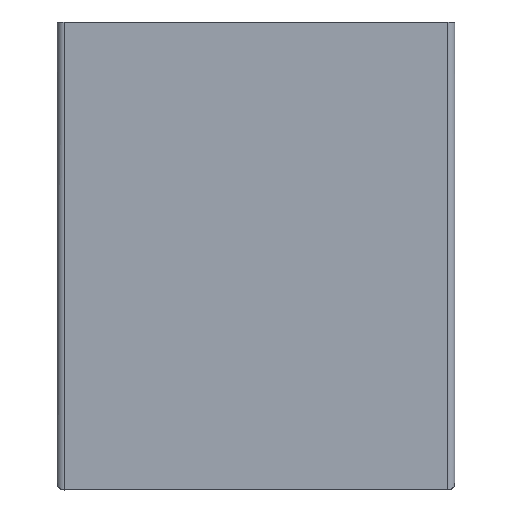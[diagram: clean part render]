
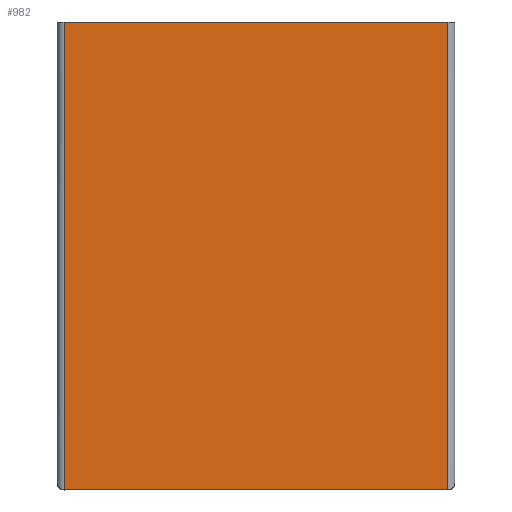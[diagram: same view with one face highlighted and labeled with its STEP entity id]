
A CAD part, front view. The second image highlights one B-rep face of the part: STEP entity #982.
In plain terms, the highlighted planar face has unit normal (0, -1, 0).
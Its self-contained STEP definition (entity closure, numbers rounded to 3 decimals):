
#1 = LINE ( 'NONE', #137, #722 ) ;
#114 = VECTOR ( 'NONE', #1795, 1000. ) ;
#134 = CARTESIAN_POINT ( 'NONE',  ( -82., -70., 200. ) ) ;
#137 = CARTESIAN_POINT ( 'NONE',  ( -82., -70., 200. ) ) ;
#284 = EDGE_CURVE ( 'NONE', #1703, #644, #1, .T. ) ;
#311 = CARTESIAN_POINT ( 'NONE',  ( -82., -70., 0. ) ) ;
#364 = VERTEX_POINT ( 'NONE', #1432 ) ;
#382 = EDGE_CURVE ( 'NONE', #364, #550, #1316, .T. ) ;
#407 = VECTOR ( 'NONE', #1142, 1000. ) ;
#428 = AXIS2_PLACEMENT_3D ( 'NONE', #134, #1015, #1007 ) ;
#479 = VECTOR ( 'NONE', #599, 1000. ) ;
#511 = CARTESIAN_POINT ( 'NONE',  ( -82., -70., 200. ) ) ;
#550 = VERTEX_POINT ( 'NONE', #1552 ) ;
#574 = ORIENTED_EDGE ( 'NONE', *, *, #612, .F. ) ;
#599 = DIRECTION ( 'NONE',  ( 1., 0., 0. ) ) ;
#603 = EDGE_LOOP ( 'NONE', ( #1047, #1499, #574, #1834 ) ) ;
#612 = EDGE_CURVE ( 'NONE', #1703, #364, #1092, .T. ) ;
#644 = VERTEX_POINT ( 'NONE', #657 ) ;
#657 = CARTESIAN_POINT ( 'NONE',  ( -82., -70., 0. ) ) ;
#659 = LINE ( 'NONE', #311, #479 ) ;
#700 = PLANE ( 'NONE',  #428 ) ;
#722 = VECTOR ( 'NONE', #1066, 1000. ) ;
#769 = EDGE_CURVE ( 'NONE', #644, #550, #659, .T. ) ;
#982 = ADVANCED_FACE ( 'NONE', ( #1695 ), #700, .F. ) ;
#1007 = DIRECTION ( 'NONE',  ( 0., 0., 1. ) ) ;
#1015 = DIRECTION ( 'NONE',  ( 0., 1., 0. ) ) ;
#1047 = ORIENTED_EDGE ( 'NONE', *, *, #769, .T. ) ;
#1066 = DIRECTION ( 'NONE',  ( 0., 0., -1. ) ) ;
#1092 = LINE ( 'NONE', #1730, #407 ) ;
#1142 = DIRECTION ( 'NONE',  ( 1., 0., 0. ) ) ;
#1316 = LINE ( 'NONE', #1870, #114 ) ;
#1432 = CARTESIAN_POINT ( 'NONE',  ( 82., -70., 200. ) ) ;
#1499 = ORIENTED_EDGE ( 'NONE', *, *, #382, .F. ) ;
#1552 = CARTESIAN_POINT ( 'NONE',  ( 82., -70., 0. ) ) ;
#1695 = FACE_OUTER_BOUND ( 'NONE', #603, .T. ) ;
#1703 = VERTEX_POINT ( 'NONE', #511 ) ;
#1730 = CARTESIAN_POINT ( 'NONE',  ( -82., -70., 200. ) ) ;
#1795 = DIRECTION ( 'NONE',  ( 0., 0., -1. ) ) ;
#1834 = ORIENTED_EDGE ( 'NONE', *, *, #284, .T. ) ;
#1870 = CARTESIAN_POINT ( 'NONE',  ( 82., -70., 200. ) ) ;
